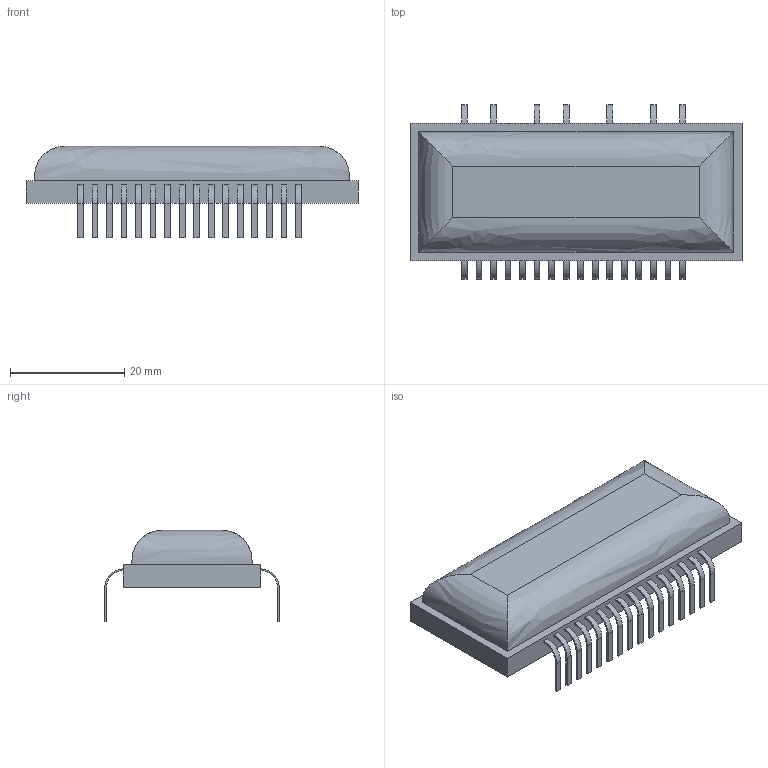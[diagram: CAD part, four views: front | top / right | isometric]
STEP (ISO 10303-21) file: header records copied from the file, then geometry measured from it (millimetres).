
FILE_DESCRIPTION(/* description */ (''),/* implementation_level */ '2;1');
FILE_NAME(/* name */ '245f2b69-ebfd-482d-bb65-c57c16e98aae.stp',/* time_stamp */ '2018-11-14T23:03:21+01:00',/* author */ ('pakue'),/* organization */ (''),/* preprocessor_version */ 'ST-DEVELOPER v17.2',/* originating_system */ 'Autodesk Translation Framework v7.6.0.251',/* authorisation */ '');
FILE_SCHEMA (('AUTOMOTIVE_DESIGN { 1 0 10303 214 3 1 1 }'));
Length unit declared in the file: millimetre
Products named in the file (1): VFD_Display
Bounding box: 58 x 30.48 x 16 mm (x, y, z)
Volume: 3768.4 mm3; surface area: 8245.3 mm2
Topology: 52 solids, 53 shells, 374 faces, 798 edges, 532 vertices
Faces by surface type: plane 320, cylinder 46, bspline 8
Entity records: 10320 total; most frequent: CARTESIAN_POINT 2125, DIRECTION 1612, ORIENTED_EDGE 1596, EDGE_CURVE 798, LINE 694, VECTOR 694, VERTEX_POINT 532, AXIS2_PLACEMENT_3D 459
